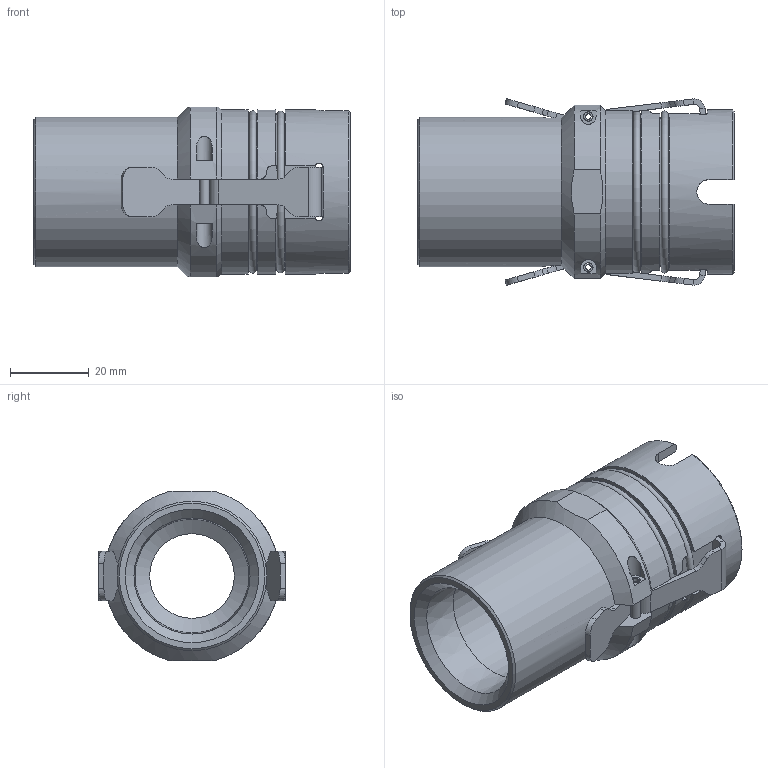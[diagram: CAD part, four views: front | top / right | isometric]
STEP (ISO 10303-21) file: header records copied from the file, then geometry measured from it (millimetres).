
FILE_DESCRIPTION(/* description */ ('VDA 22 CONNECTOR'),/* implementation_level */ '2;1');
FILE_NAME(/* name */ 'VDA022161_CAD.stp',/* time_stamp */ '2021-12-01T13:09:07-06:00',/* author */ ('scott.gulden'),/* organization */ ('FASTEST'),/* preprocessor_version */ 'ST-DEVELOPER v17.2',/* originating_system */ 'Autodesk Inventor 2019',/* authorisation */ 'SG');
FILE_SCHEMA (('AUTOMOTIVE_DESIGN { 1 0 10303 214 3 1 1 }'));
Length unit declared in the file: inch
Products named in the file (5): VDA022161_CAD; 5VDA02205161_CAD; 1029U70; RP0940625; 5VDA01603
Assembly tree (7 placements, depth 2):
  VDA022161_CAD
    5VDA02205161_CAD
    1029U70  x2
    RP0940625  x2
    5VDA01603  x2
Bounding box: 80.57 x 47.53 x 43.18 mm (x, y, z)
Volume: 45222.9 mm3; surface area: 25718.9 mm2
Topology: 7 solids, 7 shells, 259 faces, 702 edges, 457 vertices
Faces by surface type: plane 136, cylinder 95, cone 17, torus 11
Full cylindrical faces by diameter (mm): 2.381 x4, 21.565 x1, 28.6 x3, 28.981 x1, 32.512 x1, 32.918 x1, 38.1 x1, 41.935 x1
Entity records: 7240 total; most frequent: CARTESIAN_POINT 1787, ORIENTED_EDGE 1124, DIRECTION 1110, EDGE_CURVE 562, AXIS2_PLACEMENT_3D 415, VERTEX_POINT 372, LINE 280, VECTOR 280
